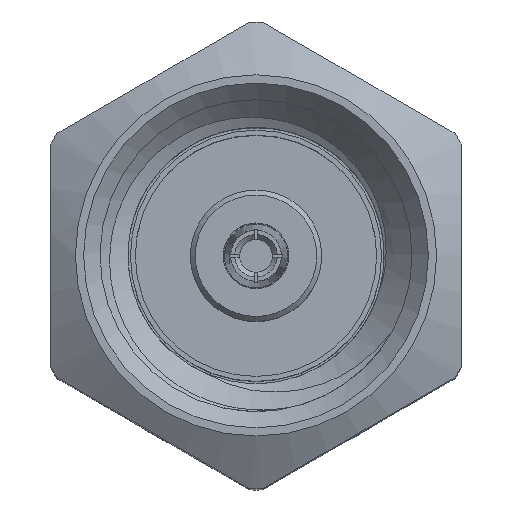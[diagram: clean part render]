
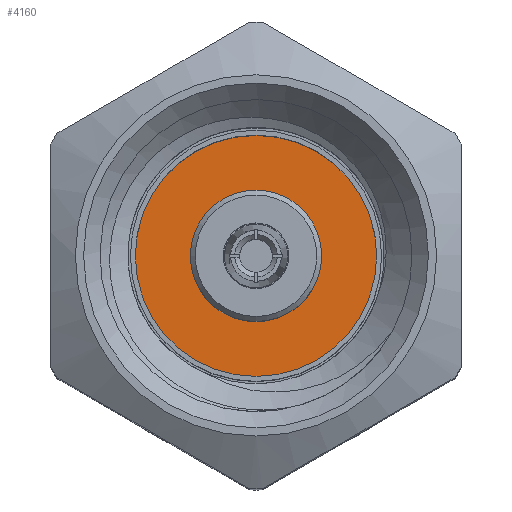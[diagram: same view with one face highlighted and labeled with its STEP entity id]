
A CAD part, top view. The second image highlights one B-rep face of the part: STEP entity #4160.
In plain terms, the highlighted planar face has unit normal (0, 0, 1).
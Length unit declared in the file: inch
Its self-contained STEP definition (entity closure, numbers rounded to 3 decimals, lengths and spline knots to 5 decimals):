
#192 = ORIENTED_EDGE ( 'NONE', *, *, #570, .F. ) ;
#313 = CIRCLE ( 'NONE', #2757, 0.0735 ) ;
#472 = AXIS2_PLACEMENT_3D ( 'NONE', #2232, #5634, #1790 ) ;
#570 = EDGE_CURVE ( 'NONE', #3960, #3960, #313, .T. ) ;
#811 = CARTESIAN_POINT ( 'NONE',  ( 0., 0., -0.23 ) ) ;
#1493 = DIRECTION ( 'NONE',  ( 0., 0., 1. ) ) ;
#1790 = DIRECTION ( 'NONE',  ( 1., 0., 0. ) ) ;
#2055 = DIRECTION ( 'NONE',  ( 1., 0., 0. ) ) ;
#2079 = EDGE_LOOP ( 'NONE', ( #5416 ) ) ;
#2232 = CARTESIAN_POINT ( 'NONE',  ( 0., 0., -0.23 ) ) ;
#2247 = DIRECTION ( 'NONE',  ( 1., 0., 0. ) ) ;
#2281 = EDGE_LOOP ( 'NONE', ( #192 ) ) ;
#2757 = AXIS2_PLACEMENT_3D ( 'NONE', #811, #4625, #2247 ) ;
#2890 = EDGE_CURVE ( 'NONE', #4989, #4989, #4005, .T. ) ;
#3076 = CARTESIAN_POINT ( 'NONE',  ( 0.04, 0., -0.23 ) ) ;
#3671 = FACE_BOUND ( 'NONE', #2079, .T. ) ;
#3960 = VERTEX_POINT ( 'NONE', #4384 ) ;
#4005 = CIRCLE ( 'NONE', #6172, 0.04 ) ;
#4160 = ADVANCED_FACE ( 'NONE', ( #3671, #4226 ), #6187, .T. ) ;
#4226 = FACE_OUTER_BOUND ( 'NONE', #2281, .T. ) ;
#4384 = CARTESIAN_POINT ( 'NONE',  ( 0.0735, 0., -0.23 ) ) ;
#4412 = CARTESIAN_POINT ( 'NONE',  ( 0., 0., -0.23 ) ) ;
#4625 = DIRECTION ( 'NONE',  ( 0., 0., -1. ) ) ;
#4989 = VERTEX_POINT ( 'NONE', #3076 ) ;
#5416 = ORIENTED_EDGE ( 'NONE', *, *, #2890, .F. ) ;
#5634 = DIRECTION ( 'NONE',  ( 0., 0., 1. ) ) ;
#6172 = AXIS2_PLACEMENT_3D ( 'NONE', #4412, #1493, #2055 ) ;
#6187 = PLANE ( 'NONE',  #472 ) ;
